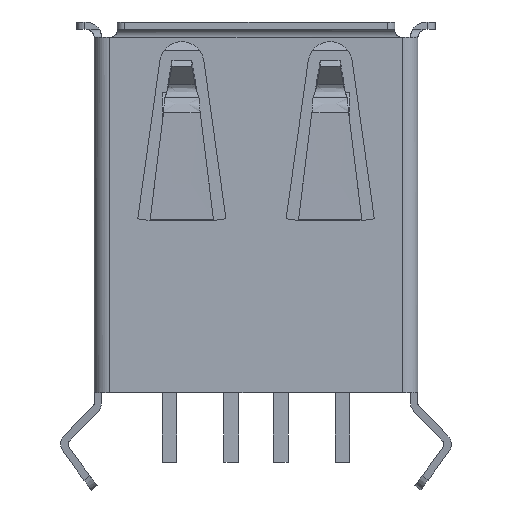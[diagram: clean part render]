
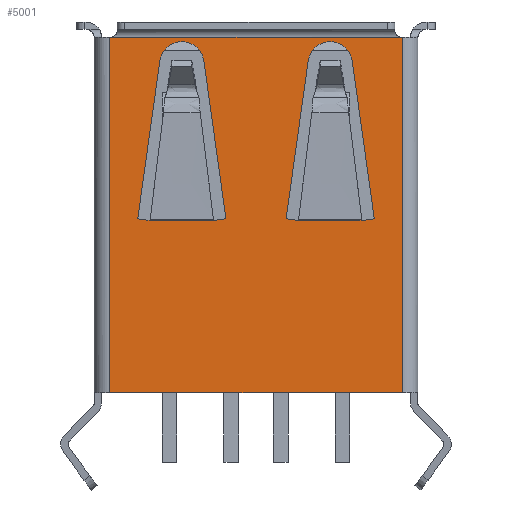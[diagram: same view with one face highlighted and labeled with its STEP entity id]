
A CAD part, front view. The second image highlights one B-rep face of the part: STEP entity #5001.
In plain terms, the highlighted planar face has unit normal (0, -1, 0).
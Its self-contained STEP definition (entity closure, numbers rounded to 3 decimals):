
#285=FACE_BOUND($,#668,.T.);
#286=FACE_BOUND($,#669,.T.);
#353=FACE_OUTER_BOUND($,#667,.T.);
#667=EDGE_LOOP($,(#3603,#3604,#3605,#3606,#3607,#3608));
#668=EDGE_LOOP($,(#3609,#3610,#3611,#3612,#3613,#3614));
#669=EDGE_LOOP($,(#3615,#3616,#3617,#3618,#3619,#3620));
#1064=LINE($,#7649,#1602);
#1083=LINE($,#7691,#1621);
#1089=LINE($,#7703,#1627);
#1090=LINE($,#7705,#1628);
#1091=LINE($,#7707,#1629);
#1092=LINE($,#7709,#1630);
#1093=LINE($,#7711,#1631);
#1094=LINE($,#7712,#1632);
#1095=LINE($,#7713,#1633);
#1096=LINE($,#7715,#1634);
#1097=LINE($,#7718,#1635);
#1098=LINE($,#7721,#1636);
#1099=LINE($,#7723,#1637);
#1100=LINE($,#7725,#1638);
#1101=LINE($,#7727,#1639);
#1102=LINE($,#7730,#1640);
#1602=VECTOR($,#5913,0.5);
#1621=VECTOR($,#5942,0.5);
#1627=VECTOR($,#5952,11.82);
#1628=VECTOR($,#5953,0.002);
#1629=VECTOR($,#5954,14.38);
#1630=VECTOR($,#5955,11.824);
#1631=VECTOR($,#5956,14.38);
#1632=VECTOR($,#5957,0.002);
#1633=VECTOR($,#5958,2.574);
#1634=VECTOR($,#5959,6.453);
#1635=VECTOR($,#5962,6.453);
#1636=VECTOR($,#5963,0.5);
#1637=VECTOR($,#5964,2.574);
#1638=VECTOR($,#5965,0.5);
#1639=VECTOR($,#5966,6.453);
#1640=VECTOR($,#5969,6.453);
#2014=CIRCLE($,#5330,0.896);
#2015=CIRCLE($,#5331,0.896);
#2207=VERTEX_POINT($,#7646);
#2208=VERTEX_POINT($,#7648);
#2225=VERTEX_POINT($,#7689);
#2226=VERTEX_POINT($,#7690);
#2229=VERTEX_POINT($,#7701);
#2230=VERTEX_POINT($,#7702);
#2231=VERTEX_POINT($,#7704);
#2232=VERTEX_POINT($,#7706);
#2233=VERTEX_POINT($,#7708);
#2234=VERTEX_POINT($,#7710);
#2235=VERTEX_POINT($,#7714);
#2236=VERTEX_POINT($,#7716);
#2237=VERTEX_POINT($,#7719);
#2238=VERTEX_POINT($,#7720);
#2239=VERTEX_POINT($,#7722);
#2240=VERTEX_POINT($,#7724);
#2241=VERTEX_POINT($,#7726);
#2242=VERTEX_POINT($,#7728);
#2711=EDGE_CURVE($,#2207,#2208,#1064,.T.);
#2732=EDGE_CURVE($,#2225,#2226,#1083,.T.);
#2738=EDGE_CURVE($,#2229,#2230,#1089,.T.);
#2739=EDGE_CURVE($,#2231,#2230,#1090,.T.);
#2740=EDGE_CURVE($,#2232,#2231,#1091,.T.);
#2741=EDGE_CURVE($,#2232,#2233,#1092,.T.);
#2742=EDGE_CURVE($,#2234,#2233,#1093,.T.);
#2743=EDGE_CURVE($,#2229,#2234,#1094,.T.);
#2744=EDGE_CURVE($,#2226,#2207,#1095,.T.);
#2745=EDGE_CURVE($,#2235,#2225,#1096,.T.);
#2746=EDGE_CURVE($,#2236,#2235,#2014,.T.);
#2747=EDGE_CURVE($,#2208,#2236,#1097,.T.);
#2748=EDGE_CURVE($,#2237,#2238,#1098,.T.);
#2749=EDGE_CURVE($,#2239,#2237,#1099,.T.);
#2750=EDGE_CURVE($,#2240,#2239,#1100,.T.);
#2751=EDGE_CURVE($,#2241,#2240,#1101,.T.);
#2752=EDGE_CURVE($,#2242,#2241,#2015,.T.);
#2753=EDGE_CURVE($,#2238,#2242,#1102,.T.);
#3603=ORIENTED_EDGE($,*,*,#2738,.T.);
#3604=ORIENTED_EDGE($,*,*,#2739,.F.);
#3605=ORIENTED_EDGE($,*,*,#2740,.F.);
#3606=ORIENTED_EDGE($,*,*,#2741,.T.);
#3607=ORIENTED_EDGE($,*,*,#2742,.F.);
#3608=ORIENTED_EDGE($,*,*,#2743,.F.);
#3609=ORIENTED_EDGE($,*,*,#2711,.F.);
#3610=ORIENTED_EDGE($,*,*,#2744,.F.);
#3611=ORIENTED_EDGE($,*,*,#2732,.F.);
#3612=ORIENTED_EDGE($,*,*,#2745,.F.);
#3613=ORIENTED_EDGE($,*,*,#2746,.F.);
#3614=ORIENTED_EDGE($,*,*,#2747,.F.);
#3615=ORIENTED_EDGE($,*,*,#2748,.F.);
#3616=ORIENTED_EDGE($,*,*,#2749,.F.);
#3617=ORIENTED_EDGE($,*,*,#2750,.F.);
#3618=ORIENTED_EDGE($,*,*,#2751,.F.);
#3619=ORIENTED_EDGE($,*,*,#2752,.F.);
#3620=ORIENTED_EDGE($,*,*,#2753,.F.);
#4806=PLANE($,#5329);
#5001=ADVANCED_FACE($,(#353,#285,#286),#4806,.T.);
#5329=AXIS2_PLACEMENT_3D($,#7700,#5950,#5951);
#5330=AXIS2_PLACEMENT_3D($,#7717,#5960,#5961);
#5331=AXIS2_PLACEMENT_3D($,#7729,#5967,#5968);
#5913=DIRECTION($,(0.99,0.,0.139));
#5942=DIRECTION($,(0.99,0.,-0.139));
#5950=DIRECTION('center_axis',(0.,-1.,0.));
#5951=DIRECTION('ref_axis',(0.,0.,-1.));
#5952=DIRECTION($,(-1.,0.,0.));
#5953=DIRECTION($,(1.,0.,0.));
#5954=DIRECTION($,(0.,0.,1.));
#5955=DIRECTION($,(1.,0.,0.));
#5956=DIRECTION($,(0.,0.,-1.));
#5957=DIRECTION($,(1.,0.,0.));
#5958=DIRECTION($,(1.,0.,0.));
#5959=DIRECTION($,(-0.139,0.,-0.99));
#5960=DIRECTION('center_axis',(0.,-1.,0.));
#5961=DIRECTION('ref_axis',(0.99,0.,0.139));
#5962=DIRECTION($,(-0.139,0.,0.99));
#5963=DIRECTION($,(0.99,0.,0.139));
#5964=DIRECTION($,(1.,0.,0.));
#5965=DIRECTION($,(0.99,0.,-0.139));
#5966=DIRECTION($,(-0.139,0.,-0.99));
#5967=DIRECTION('center_axis',(0.,-1.,0.));
#5968=DIRECTION('ref_axis',(0.99,0.,0.139));
#5969=DIRECTION($,(-0.139,0.,0.99));
#7646=CARTESIAN_POINT('',(-1.713,-4.12,6.973));
#7648=CARTESIAN_POINT('',(-1.218,-4.12,7.042));
#7649=CARTESIAN_POINT($,(-1.713,-4.12,6.973));
#7689=CARTESIAN_POINT('',(-4.782,-4.12,7.042));
#7690=CARTESIAN_POINT('',(-4.287,-4.12,6.973));
#7691=CARTESIAN_POINT($,(-4.782,-4.12,7.042));
#7700=CARTESIAN_POINT('Origin',(-6.55,-4.12,14.38));
#7701=CARTESIAN_POINT('',(5.91,-4.12,14.38));
#7702=CARTESIAN_POINT('',(-5.91,-4.12,14.38));
#7703=CARTESIAN_POINT($,(5.91,-4.12,14.38));
#7704=CARTESIAN_POINT('',(-5.912,-4.12,14.38));
#7705=CARTESIAN_POINT($,(-5.912,-4.12,14.38));
#7706=CARTESIAN_POINT('',(-5.912,-4.12,0.));
#7707=CARTESIAN_POINT($,(-5.912,-4.12,0.));
#7708=CARTESIAN_POINT('',(5.912,-4.12,0.));
#7709=CARTESIAN_POINT($,(-5.912,-4.12,0.));
#7710=CARTESIAN_POINT('',(5.912,-4.12,14.38));
#7711=CARTESIAN_POINT($,(5.912,-4.12,14.38));
#7712=CARTESIAN_POINT($,(5.91,-4.12,14.38));
#7713=CARTESIAN_POINT($,(-4.287,-4.12,6.973));
#7714=CARTESIAN_POINT('',(-3.887,-4.12,13.433));
#7715=CARTESIAN_POINT($,(-3.887,-4.12,13.433));
#7716=CARTESIAN_POINT('',(-2.113,-4.12,13.433));
#7717=CARTESIAN_POINT('Origin',(-3.,-4.12,13.309));
#7718=CARTESIAN_POINT($,(-1.218,-4.12,7.042));
#7719=CARTESIAN_POINT('',(4.287,-4.12,6.973));
#7720=CARTESIAN_POINT('',(4.782,-4.12,7.042));
#7721=CARTESIAN_POINT($,(4.287,-4.12,6.973));
#7722=CARTESIAN_POINT('',(1.713,-4.12,6.973));
#7723=CARTESIAN_POINT($,(1.713,-4.12,6.973));
#7724=CARTESIAN_POINT('',(1.218,-4.12,7.042));
#7725=CARTESIAN_POINT($,(1.218,-4.12,7.042));
#7726=CARTESIAN_POINT('',(2.113,-4.12,13.433));
#7727=CARTESIAN_POINT($,(2.113,-4.12,13.433));
#7728=CARTESIAN_POINT('',(3.887,-4.12,13.433));
#7729=CARTESIAN_POINT('Origin',(3.,-4.12,13.309));
#7730=CARTESIAN_POINT($,(4.782,-4.12,7.042));
